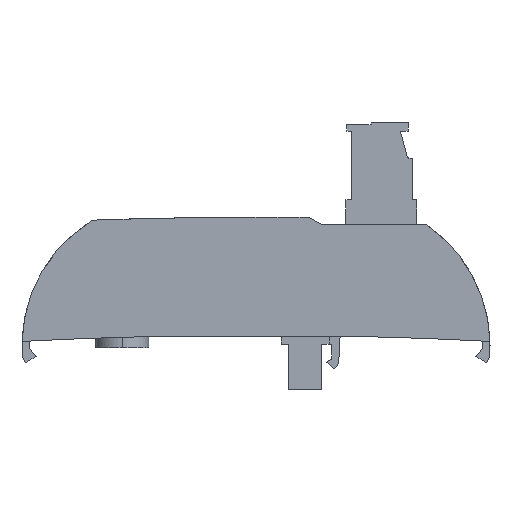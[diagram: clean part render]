
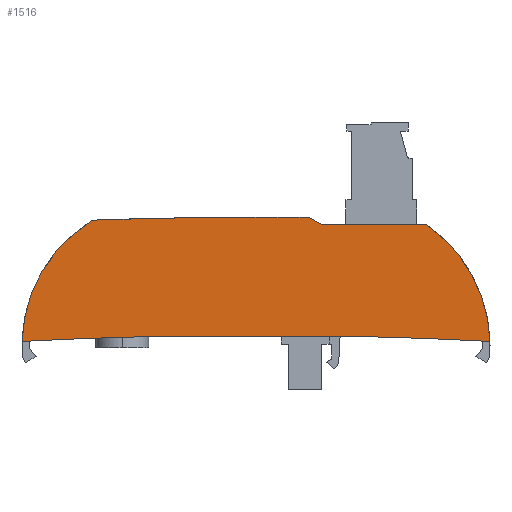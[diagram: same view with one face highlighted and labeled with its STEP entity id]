
A CAD part, left-side view. The second image highlights one B-rep face of the part: STEP entity #1516.
In plain terms, the highlighted face is planar.
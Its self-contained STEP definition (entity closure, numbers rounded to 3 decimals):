
#492 = EDGE_CURVE ( 'NONE', #608, #616, #6817, .T. ) ;
#595 = EDGE_CURVE ( 'NONE', #616, #599, #7074, .T. ) ;
#599 = VERTEX_POINT ( 'NONE', #7068 ) ;
#608 = VERTEX_POINT ( 'NONE', #7143 ) ;
#616 = VERTEX_POINT ( 'NONE', #7132 ) ;
#632 = VERTEX_POINT ( 'NONE', #7123 ) ;
#727 = EDGE_CURVE ( 'NONE', #632, #729, #7568, .T. ) ;
#729 = VERTEX_POINT ( 'NONE', #7464 ) ;
#1514 = EDGE_CURVE ( 'NONE', #1555, #3905, #7280, .T. ) ;
#1516 = ADVANCED_FACE ( 'NONE', ( #7321 ), #7315, .T. ) ;
#1519 = ORIENTED_EDGE ( 'NONE', *, *, #595, .F. ) ;
#1521 = ORIENTED_EDGE ( 'NONE', *, *, #492, .F. ) ;
#1523 = ORIENTED_EDGE ( 'NONE', *, *, #1525, .F. ) ;
#1525 = EDGE_CURVE ( 'NONE', #4007, #608, #7865, .T. ) ;
#1527 = ORIENTED_EDGE ( 'NONE', *, *, #4009, .F. ) ;
#1529 = ORIENTED_EDGE ( 'NONE', *, *, #3915, .F. ) ;
#1531 = ORIENTED_EDGE ( 'NONE', *, *, #1514, .F. ) ;
#1533 = ORIENTED_EDGE ( 'NONE', *, *, #1535, .F. ) ;
#1535 = EDGE_CURVE ( 'NONE', #729, #1555, #7859, .T. ) ;
#1555 = VERTEX_POINT ( 'NONE', #7933 ) ;
#1556 = EDGE_LOOP ( 'NONE', ( #1519, #1521, #1523, #1527, #1529, #1531, #1533, #1648, #1650 ) ) ;
#1648 = ORIENTED_EDGE ( 'NONE', *, *, #727, .F. ) ;
#1650 = ORIENTED_EDGE ( 'NONE', *, *, #1652, .F. ) ;
#1652 = EDGE_CURVE ( 'NONE', #599, #632, #8088, .T. ) ;
#3905 = VERTEX_POINT ( 'NONE', #11576 ) ;
#3908 = VERTEX_POINT ( 'NONE', #11575 ) ;
#3915 = EDGE_CURVE ( 'NONE', #3905, #3908, #11732, .T. ) ;
#4007 = VERTEX_POINT ( 'NONE', #11995 ) ;
#4009 = EDGE_CURVE ( 'NONE', #3908, #4007, #11993, .T. ) ;
#6814 = DIRECTION ( 'NONE',  ( 1., 0., 0. ) ) ;
#6815 = VECTOR ( 'NONE', #6814, 1000. ) ;
#6816 = CARTESIAN_POINT ( 'NONE',  ( 9.402, 51.2, -2.107 ) ) ;
#6817 = LINE ( 'NONE', #6816, #6815 ) ;
#7068 = CARTESIAN_POINT ( 'NONE',  ( 39.338, 30.421, -2.107 ) ) ;
#7069 = DIRECTION ( 'NONE',  ( 0., -1., 0. ) ) ;
#7070 = DIRECTION ( 'NONE',  ( 0., 0., -1. ) ) ;
#7071 = CARTESIAN_POINT ( 'NONE',  ( 13.348, 29.703, -2.107 ) ) ;
#7072 = AXIS2_PLACEMENT_3D ( 'NONE', #7071, #7070, #7069 ) ;
#7074 = CIRCLE ( 'NONE', #7072, 26. ) ;
#7123 = CARTESIAN_POINT ( 'NONE',  ( 15.76, 31.3, -2.107 ) ) ;
#7132 = CARTESIAN_POINT ( 'NONE',  ( 27.973, 51.2, -2.107 ) ) ;
#7143 = CARTESIAN_POINT ( 'NONE',  ( 9.402, 51.2, -2.107 ) ) ;
#7280 = CIRCLE ( 'NONE', #7326, 26. ) ;
#7312 = DIRECTION ( 'NONE',  ( 0., 0., 1. ) ) ;
#7313 = CARTESIAN_POINT ( 'NONE',  ( 39.831, 29.696, -2.107 ) ) ;
#7314 = AXIS2_PLACEMENT_3D ( 'NONE', #7313, #7312, #7765 ) ;
#7315 = PLANE ( 'NONE',  #7314 ) ;
#7321 = FACE_OUTER_BOUND ( 'NONE', #1556, .T. ) ;
#7322 = DIRECTION ( 'NONE',  ( 0., -1., 0. ) ) ;
#7323 = DIRECTION ( 'NONE',  ( 0., 0., -1. ) ) ;
#7325 = CARTESIAN_POINT ( 'NONE',  ( -17.852, 29.703, -2.107 ) ) ;
#7326 = AXIS2_PLACEMENT_3D ( 'NONE', #7325, #7323, #7322 ) ;
#7464 = CARTESIAN_POINT ( 'NONE',  ( -20.263, 31.3, -2.107 ) ) ;
#7466 = DIRECTION ( 'NONE',  ( -1., 0., 0. ) ) ;
#7468 = VECTOR ( 'NONE', #7466, 1000. ) ;
#7566 = CARTESIAN_POINT ( 'NONE',  ( 39.299, 31.3, -2.107 ) ) ;
#7568 = LINE ( 'NONE', #7566, #7468 ) ;
#7765 = DIRECTION ( 'NONE',  ( 0., 1., 0. ) ) ;
#7853 = DIRECTION ( 'NONE',  ( 0., -1., 0. ) ) ;
#7856 = DIRECTION ( 'NONE',  ( 0., 0., 1. ) ) ;
#7857 = CARTESIAN_POINT ( 'NONE',  ( -2.252, -768.497, -2.107 ) ) ;
#7858 = AXIS2_PLACEMENT_3D ( 'NONE', #7857, #7856, #7853 ) ;
#7859 = CIRCLE ( 'NONE', #7858, 800. ) ;
#7861 = DIRECTION ( 'NONE',  ( 0.866, -0.5, 0. ) ) ;
#7862 = VECTOR ( 'NONE', #7861, 1000. ) ;
#7864 = CARTESIAN_POINT ( 'NONE',  ( 9.402, 51.2, -2.107 ) ) ;
#7865 = LINE ( 'NONE', #7864, #7862 ) ;
#7933 = CARTESIAN_POINT ( 'NONE',  ( -43.842, 30.421, -2.107 ) ) ;
#8082 = DIRECTION ( 'NONE',  ( 0., -1., 0. ) ) ;
#8084 = DIRECTION ( 'NONE',  ( 0., 0., 1. ) ) ;
#8086 = CARTESIAN_POINT ( 'NONE',  ( -2.252, -768.497, -2.107 ) ) ;
#8087 = AXIS2_PLACEMENT_3D ( 'NONE', #8086, #8084, #8082 ) ;
#8088 = CIRCLE ( 'NONE', #8087, 800. ) ;
#11266 = DIRECTION ( 'NONE',  ( 0., 0., -1. ) ) ;
#11575 = CARTESIAN_POINT ( 'NONE',  ( -2.252, 52.5, -2.107 ) ) ;
#11576 = CARTESIAN_POINT ( 'NONE',  ( -31.269, 51.974, -2.107 ) ) ;
#11717 = DIRECTION ( 'NONE',  ( 0., -1., 0. ) ) ;
#11730 = DIRECTION ( 'NONE',  ( 0., 0., -1. ) ) ;
#11731 = AXIS2_PLACEMENT_3D ( 'NONE', #11733, #11730, #11717 ) ;
#11732 = CIRCLE ( 'NONE', #11731, 800. ) ;
#11733 = CARTESIAN_POINT ( 'NONE',  ( -2.252, -747.5, -2.107 ) ) ;
#11791 = DIRECTION ( 'NONE',  ( 0., -1., 0. ) ) ;
#11991 = CARTESIAN_POINT ( 'NONE',  ( -2.252, -747.5, -2.107 ) ) ;
#11992 = AXIS2_PLACEMENT_3D ( 'NONE', #11991, #11266, #11791 ) ;
#11993 = CIRCLE ( 'NONE', #11992, 800. ) ;
#11995 = CARTESIAN_POINT ( 'NONE',  ( 7.248, 52.444, -2.107 ) ) ;
